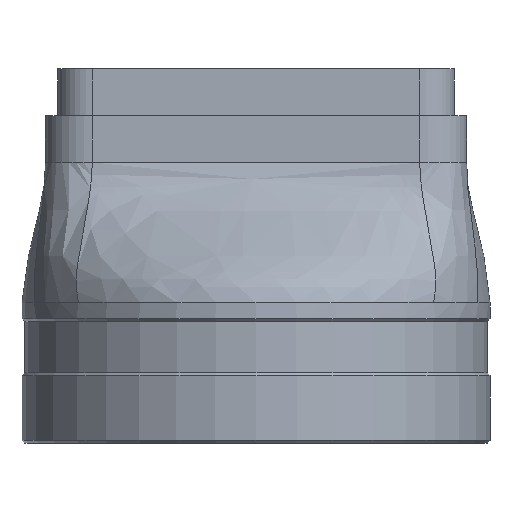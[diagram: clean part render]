
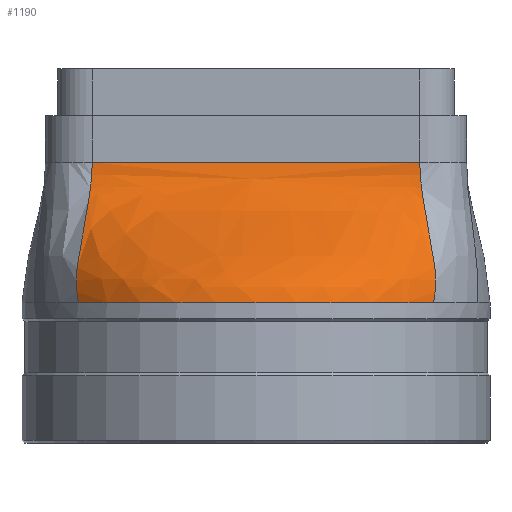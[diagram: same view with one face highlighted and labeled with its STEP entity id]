
A CAD part, front view. The second image highlights one B-rep face of the part: STEP entity #1190.
In plain terms, the highlighted free-form (B-spline) face has degree [3, 3] with [13, 4] control points.
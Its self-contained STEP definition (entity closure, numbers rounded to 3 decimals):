
#29=B_SPLINE_CURVE_WITH_KNOTS('',3,(#2839,#2840,#2841,#2842),
 .UNSPECIFIED.,.F.,.F.,(4,4),(0.,1.),.UNSPECIFIED.);
#30=B_SPLINE_CURVE_WITH_KNOTS('',3,(#2897,#2898,#2899,#2900),
 .UNSPECIFIED.,.F.,.F.,(4,4),(0.,1.),.UNSPECIFIED.);
#45=B_SPLINE_SURFACE_WITH_KNOTS('',3,3,((#2843,#2844,#2845,#2846),(#2847,
#2848,#2849,#2850),(#2851,#2852,#2853,#2854),(#2855,#2856,#2857,#2858),
(#2859,#2860,#2861,#2862),(#2863,#2864,#2865,#2866),(#2867,#2868,#2869,
#2870),(#2871,#2872,#2873,#2874),(#2875,#2876,#2877,#2878),(#2879,#2880,
#2881,#2882),(#2883,#2884,#2885,#2886),(#2887,#2888,#2889,#2890),(#2891,
#2892,#2893,#2894)),.UNSPECIFIED.,.F.,.F.,.F.,(4,1,1,1,1,1,1,1,1,1,4),(4,
4),(0.,0.143,0.214,0.286,0.357,
0.429,0.524,0.571,0.714,
0.857,1.),(0.,1.),.UNSPECIFIED.);
#161=FACE_OUTER_BOUND('',#238,.T.);
#238=EDGE_LOOP('',(#1058,#1059,#1060,#1061));
#329=LINE('',#2896,#421);
#421=VECTOR('',#1643,10.);
#443=CIRCLE('',#1234,50.);
#507=VERTEX_POINT('',#1709);
#508=VERTEX_POINT('',#1711);
#588=VERTEX_POINT('',#2837);
#589=VERTEX_POINT('',#2895);
#610=EDGE_CURVE('',#508,#507,#443,.T.);
#750=EDGE_CURVE('',#588,#507,#29,.T.);
#751=EDGE_CURVE('',#588,#589,#329,.T.);
#752=EDGE_CURVE('',#589,#508,#30,.T.);
#1058=ORIENTED_EDGE('',*,*,#751,.T.);
#1059=ORIENTED_EDGE('',*,*,#752,.T.);
#1060=ORIENTED_EDGE('',*,*,#610,.T.);
#1061=ORIENTED_EDGE('',*,*,#750,.F.);
#1190=ADVANCED_FACE('',(#161),#45,.T.);
#1234=AXIS2_PLACEMENT_3D('',#1712,#1375,#1376);
#1375=DIRECTION('center_axis',(0.,0.,1.));
#1376=DIRECTION('ref_axis',(-1.,0.,0.));
#1643=DIRECTION('',(-1.,0.,0.));
#1709=CARTESIAN_POINT('',(37.961,-32.541,30.));
#1711=CARTESIAN_POINT('',(-37.961,-32.541,30.));
#1712=CARTESIAN_POINT('Origin',(0.,0.,30.));
#2837=CARTESIAN_POINT('',(35.,-20.,60.));
#2839=CARTESIAN_POINT('Ctrl Pts',(35.,-20.,60.));
#2840=CARTESIAN_POINT('Ctrl Pts',(35.,-20.,49.117));
#2841=CARTESIAN_POINT('Ctrl Pts',(39.7,-30.513,40.551));
#2842=CARTESIAN_POINT('Ctrl Pts',(37.961,-32.541,30.));
#2843=CARTESIAN_POINT('Ctrl Pts',(35.,-20.,60.));
#2844=CARTESIAN_POINT('Ctrl Pts',(35.,-20.,49.117));
#2845=CARTESIAN_POINT('Ctrl Pts',(39.7,-30.513,40.551));
#2846=CARTESIAN_POINT('Ctrl Pts',(37.961,-32.541,30.));
#2847=CARTESIAN_POINT('Ctrl Pts',(34.252,-20.,60.));
#2848=CARTESIAN_POINT('Ctrl Pts',(34.344,-20.,49.101));
#2849=CARTESIAN_POINT('Ctrl Pts',(39.167,-31.206,40.562));
#2850=CARTESIAN_POINT('Ctrl Pts',(37.362,-33.241,30.));
#2851=CARTESIAN_POINT('Ctrl Pts',(31.468,-20.,60.));
#2852=CARTESIAN_POINT('Ctrl Pts',(31.639,-20.,49.08));
#2853=CARTESIAN_POINT('Ctrl Pts',(37.077,-33.968,40.576));
#2854=CARTESIAN_POINT('Ctrl Pts',(35.127,-35.862,30.));
#2855=CARTESIAN_POINT('Ctrl Pts',(25.382,-20.,60.));
#2856=CARTESIAN_POINT('Ctrl Pts',(25.574,-20.,49.06));
#2857=CARTESIAN_POINT('Ctrl Pts',(31.315,-39.24,40.59));
#2858=CARTESIAN_POINT('Ctrl Pts',(29.341,-40.649,30.));
#2859=CARTESIAN_POINT('Ctrl Pts',(19.867,-20.,60.));
#2860=CARTESIAN_POINT('Ctrl Pts',(20.041,-20.,49.048));
#2861=CARTESIAN_POINT('Ctrl Pts',(25.396,-43.35,40.598));
#2862=CARTESIAN_POINT('Ctrl Pts',(23.586,-44.288,30.));
#2863=CARTESIAN_POINT('Ctrl Pts',(13.641,-20.,60.));
#2864=CARTESIAN_POINT('Ctrl Pts',(13.771,-20.,49.04));
#2865=CARTESIAN_POINT('Ctrl Pts',(17.969,-46.946,40.604));
#2866=CARTESIAN_POINT('Ctrl Pts',(16.557,-47.404,30.));
#2867=CARTESIAN_POINT('Ctrl Pts',(6.194,-20.,60.));
#2868=CARTESIAN_POINT('Ctrl Pts',(6.257,-20.,49.034));
#2869=CARTESIAN_POINT('Ctrl Pts',(8.359,-49.7,40.608));
#2870=CARTESIAN_POINT('Ctrl Pts',(7.653,-49.748,30.));
#2871=CARTESIAN_POINT('Ctrl Pts',(-0.784,-20.,60.));
#2872=CARTESIAN_POINT('Ctrl Pts',(-0.792,-20.,49.033));
#2873=CARTESIAN_POINT('Ctrl Pts',(-1.069,-50.286,40.608));
#2874=CARTESIAN_POINT('Ctrl Pts',(-0.978,-50.243,
30.));
#2875=CARTESIAN_POINT('Ctrl Pts',(-9.983,-20.,60.));
#2876=CARTESIAN_POINT('Ctrl Pts',(-10.082,-20.,49.036));
#2877=CARTESIAN_POINT('Ctrl Pts',(-13.369,-48.775,40.606));
#2878=CARTESIAN_POINT('Ctrl Pts',(-12.264,-48.962,30.));
#2879=CARTESIAN_POINT('Ctrl Pts',(-20.223,-20.,60.));
#2880=CARTESIAN_POINT('Ctrl Pts',(-20.41,-20.,49.046));
#2881=CARTESIAN_POINT('Ctrl Pts',(-26.199,-43.618,40.599));
#2882=CARTESIAN_POINT('Ctrl Pts',(-24.257,-44.565,30.));
#2883=CARTESIAN_POINT('Ctrl Pts',(-30.54,-20.,60.));
#2884=CARTESIAN_POINT('Ctrl Pts',(-30.738,-20.,49.074));
#2885=CARTESIAN_POINT('Ctrl Pts',(-36.399,-34.868,40.58));
#2886=CARTESIAN_POINT('Ctrl Pts',(-34.399,-36.728,30.));
#2887=CARTESIAN_POINT('Ctrl Pts',(-34.252,-20.,60.));
#2888=CARTESIAN_POINT('Ctrl Pts',(-34.344,-20.,49.101));
#2889=CARTESIAN_POINT('Ctrl Pts',(-39.167,-31.212,40.562));
#2890=CARTESIAN_POINT('Ctrl Pts',(-37.362,-33.241,30.));
#2891=CARTESIAN_POINT('Ctrl Pts',(-35.,-20.,60.));
#2892=CARTESIAN_POINT('Ctrl Pts',(-35.,-20.,49.117));
#2893=CARTESIAN_POINT('Ctrl Pts',(-39.7,-30.513,40.551));
#2894=CARTESIAN_POINT('Ctrl Pts',(-37.961,-32.541,30.));
#2895=CARTESIAN_POINT('',(-35.,-20.,60.));
#2896=CARTESIAN_POINT('',(45.,-20.,60.));
#2897=CARTESIAN_POINT('Ctrl Pts',(-35.,-20.,60.));
#2898=CARTESIAN_POINT('Ctrl Pts',(-35.,-20.,49.117));
#2899=CARTESIAN_POINT('Ctrl Pts',(-39.7,-30.513,40.551));
#2900=CARTESIAN_POINT('Ctrl Pts',(-37.961,-32.541,30.));
